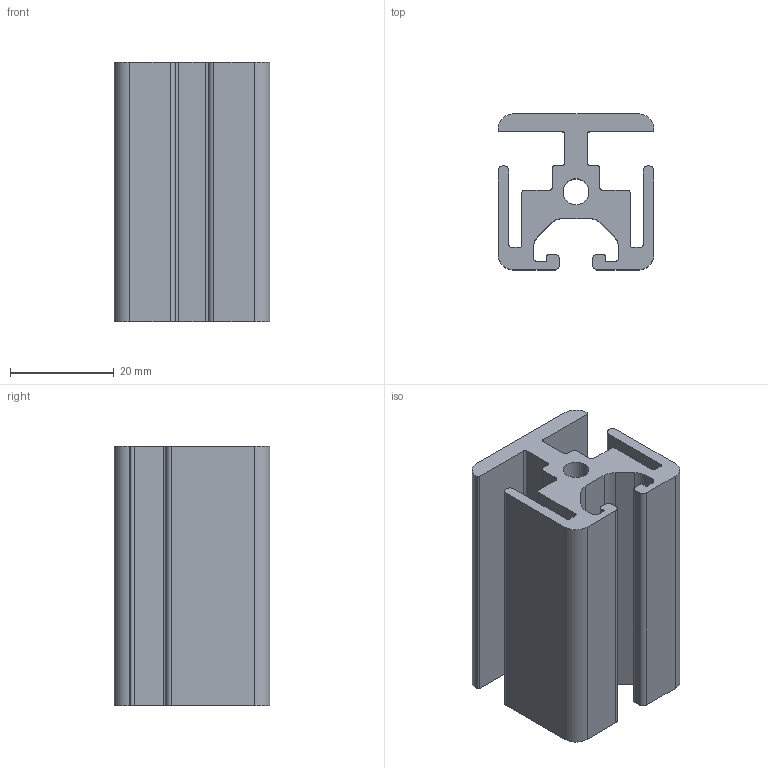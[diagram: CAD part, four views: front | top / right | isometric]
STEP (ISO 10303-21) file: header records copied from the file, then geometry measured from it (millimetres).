
FILE_DESCRIPTION (( 'STEP AP214' ), '1' );
FILE_NAME ('SAFE06E4518-Profilé d''encadrement 6 30x30-180°.step', '2023-03-24T10:11:35', ( 'Altae' ), ( '' ), 'SwSTEP 2.0', 'SolidWorks 2021', '' );
FILE_SCHEMA (( 'AUTOMOTIVE_DESIGN' ));
Length unit declared in the file: millimetre
Products named in the file (1): SAFE06E4518-Profilé d''encadrement 6 30x30-180°
Bounding box: 30 x 30 x 50 mm (x, y, z)
Volume: 22489.6 mm3; surface area: 14725.4 mm2
Topology: 1 solids, 1 shells, 80 faces, 234 edges, 156 vertices
Faces by surface type: cylinder 40, plane 40
Entity records: 2716 total; most frequent: DIRECTION 476, CARTESIAN_POINT 471, ORIENTED_EDGE 468, EDGE_CURVE 234, AXIS2_PLACEMENT_3D 161, VERTEX_POINT 156, LINE 154, VECTOR 154
